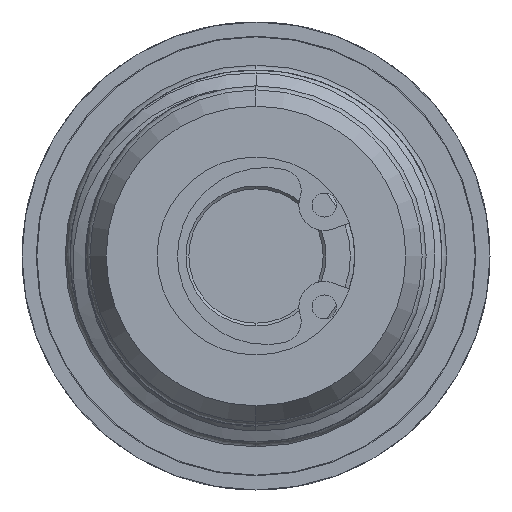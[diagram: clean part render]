
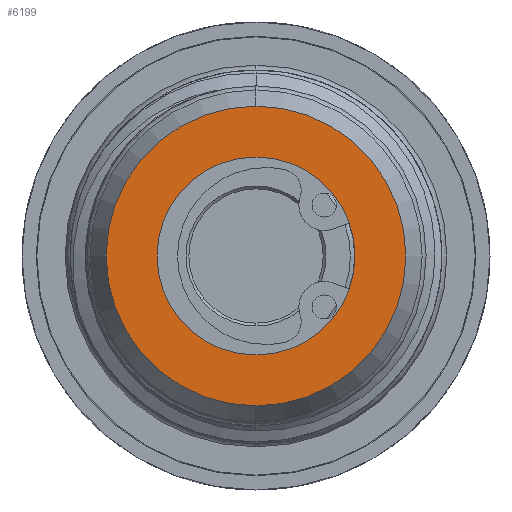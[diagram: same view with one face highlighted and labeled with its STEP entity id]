
A CAD part, left-side view. The second image highlights one B-rep face of the part: STEP entity #6199.
In plain terms, the highlighted planar face has unit normal (-1, 0, 0).
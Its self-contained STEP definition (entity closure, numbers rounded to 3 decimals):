
#193 = EDGE_CURVE ( 'NONE', #10597, #10611, #10138, .T. ) ;
#200 = EDGE_CURVE ( 'NONE', #13597, #10473, #10128, .T. ) ;
#413 = EDGE_CURVE ( 'NONE', #10473, #13597, #9740, .T. ) ;
#415 = EDGE_CURVE ( 'NONE', #10611, #10597, #9735, .T. ) ;
#2769 = FACE_OUTER_BOUND ( 'NONE', #16203, .T. ) ;
#2772 = FACE_BOUND ( 'NONE', #16198, .T. ) ;
#3436 = DIRECTION ( 'NONE',  ( 0., 0., 1. ) ) ;
#3437 = DIRECTION ( 'NONE',  ( -1., 0., 0. ) ) ;
#3440 = CARTESIAN_POINT ( 'NONE',  ( -20.5, 0., 0. ) ) ;
#3495 = DIRECTION ( 'NONE',  ( 0., 0., 1. ) ) ;
#3499 = DIRECTION ( 'NONE',  ( -1., 0., 0. ) ) ;
#3501 = CARTESIAN_POINT ( 'NONE',  ( -20.5, 0., 0. ) ) ;
#4458 = CARTESIAN_POINT ( 'NONE',  ( -20.5, 0., -7. ) ) ;
#6199 = ADVANCED_FACE ( 'NONE', ( #2769, #2772 ), #7269, .F. ) ;
#6321 = CARTESIAN_POINT ( 'NONE',  ( -20.5, 0., 10.595 ) ) ;
#6981 = CARTESIAN_POINT ( 'NONE',  ( -20.5, 0., 7. ) ) ;
#7258 = DIRECTION ( 'NONE',  ( 0., 0., -1. ) ) ;
#7261 = DIRECTION ( 'NONE',  ( 1., 0., 0. ) ) ;
#7269 = PLANE ( 'NONE',  #16324 ) ;
#7281 = CARTESIAN_POINT ( 'NONE',  ( -20.5, 0., 0. ) ) ;
#7637 = CARTESIAN_POINT ( 'NONE',  ( -20.5, 0., -10.595 ) ) ;
#9735 = CIRCLE ( 'NONE', #17153, 10.595 ) ;
#9740 = CIRCLE ( 'NONE', #17148, 7. ) ;
#10128 = CIRCLE ( 'NONE', #17121, 7. ) ;
#10138 = CIRCLE ( 'NONE', #17104, 10.595 ) ;
#10473 = VERTEX_POINT ( 'NONE', #6981 ) ;
#10597 = VERTEX_POINT ( 'NONE', #6321 ) ;
#10611 = VERTEX_POINT ( 'NONE', #7637 ) ;
#12981 = DIRECTION ( 'NONE',  ( 0., 0., 1. ) ) ;
#12984 = DIRECTION ( 'NONE',  ( -1., 0., 0. ) ) ;
#12988 = CARTESIAN_POINT ( 'NONE',  ( -20.5, 0., 0. ) ) ;
#13019 = DIRECTION ( 'NONE',  ( 0., 0., 1. ) ) ;
#13034 = DIRECTION ( 'NONE',  ( -1., 0., 0. ) ) ;
#13056 = CARTESIAN_POINT ( 'NONE',  ( -20.5, 0., 0. ) ) ;
#13597 = VERTEX_POINT ( 'NONE', #4458 ) ;
#16198 = EDGE_LOOP ( 'NONE', ( #22606, #22612 ) ) ;
#16203 = EDGE_LOOP ( 'NONE', ( #22608, #22607 ) ) ;
#16324 = AXIS2_PLACEMENT_3D ( 'NONE', #7281, #7261, #7258 ) ;
#17104 = AXIS2_PLACEMENT_3D ( 'NONE', #3501, #3499, #3495 ) ;
#17121 = AXIS2_PLACEMENT_3D ( 'NONE', #3440, #3437, #3436 ) ;
#17148 = AXIS2_PLACEMENT_3D ( 'NONE', #13056, #13034, #13019 ) ;
#17153 = AXIS2_PLACEMENT_3D ( 'NONE', #12988, #12984, #12981 ) ;
#22606 = ORIENTED_EDGE ( 'NONE', *, *, #413, .F. ) ;
#22607 = ORIENTED_EDGE ( 'NONE', *, *, #193, .T. ) ;
#22608 = ORIENTED_EDGE ( 'NONE', *, *, #415, .T. ) ;
#22612 = ORIENTED_EDGE ( 'NONE', *, *, #200, .F. ) ;
